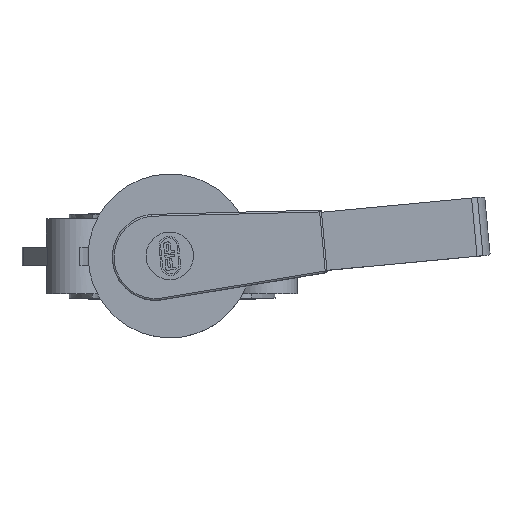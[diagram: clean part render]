
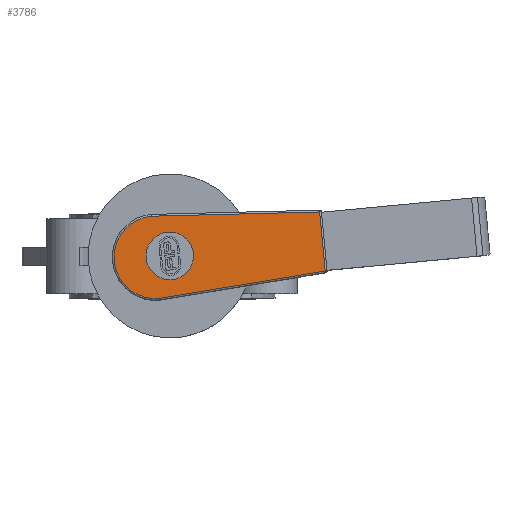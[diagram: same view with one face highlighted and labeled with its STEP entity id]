
A CAD part, top view. The second image highlights one B-rep face of the part: STEP entity #3786.
In plain terms, the highlighted face is planar.
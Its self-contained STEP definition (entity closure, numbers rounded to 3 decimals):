
#228=FACE_OUTER_BOUND($,#428,.T.);
#428=EDGE_LOOP($,(#2634,#2635,#2636,#2637));
#630=CIRCLE($,#3984,22.659);
#847=LINE($,#5654,#1187);
#848=LINE($,#5680,#1188);
#884=LINE($,#5809,#1224);
#1187=VECTOR($,#4435,92.395);
#1188=VECTOR($,#4446,92.395);
#1224=VECTOR($,#4558,32.544);
#1529=VERTEX_POINT($,#5633);
#1531=VERTEX_POINT($,#5637);
#1532=VERTEX_POINT($,#5656);
#1535=VERTEX_POINT($,#5678);
#1924=EDGE_CURVE($,#1531,#1529,#847,.T.);
#1925=EDGE_CURVE($,#1532,#1531,#630,.T.);
#1929=EDGE_CURVE($,#1535,#1532,#848,.T.);
#1985=EDGE_CURVE($,#1535,#1529,#884,.T.);
#2634=ORIENTED_EDGE($,*,*,#1929,.F.);
#2635=ORIENTED_EDGE($,*,*,#1985,.T.);
#2636=ORIENTED_EDGE($,*,*,#1924,.F.);
#2637=ORIENTED_EDGE($,*,*,#1925,.F.);
#3656=PLANE($,#4026);
#3786=ADVANCED_FACE($,(#228),#3656,.T.);
#3984=AXIS2_PLACEMENT_3D($,#5657,#4438,#4439);
#4026=AXIS2_PLACEMENT_3D($,#5810,#4559,#4560);
#4435=DIRECTION($,(0.998,-0.069,0.));
#4438=DIRECTION('center_axis',(0.,0.,-1.));
#4439=DIRECTION('ref_axis',(-1.,0.,0.));
#4446=DIRECTION($,(-0.998,-0.069,0.));
#4558=DIRECTION($,(0.,1.,0.));
#4559=DIRECTION('center_axis',(0.,0.,1.));
#4560=DIRECTION('ref_axis',(1.,0.,0.));
#5633=CARTESIAN_POINT('',(84.14,16.272,30.511));
#5637=CARTESIAN_POINT('',(-8.034,22.659,30.511));
#5654=CARTESIAN_POINT($,(-8.034,22.659,30.511));
#5656=CARTESIAN_POINT('',(-8.034,-22.659,30.511));
#5657=CARTESIAN_POINT('Origin',(-8.,0.,30.511));
#5678=CARTESIAN_POINT('',(84.14,-16.272,30.511));
#5680=CARTESIAN_POINT($,(84.14,-16.272,30.511));
#5809=CARTESIAN_POINT($,(84.14,-16.272,30.511));
#5810=CARTESIAN_POINT('Origin',(84.14,-25.,30.511));
